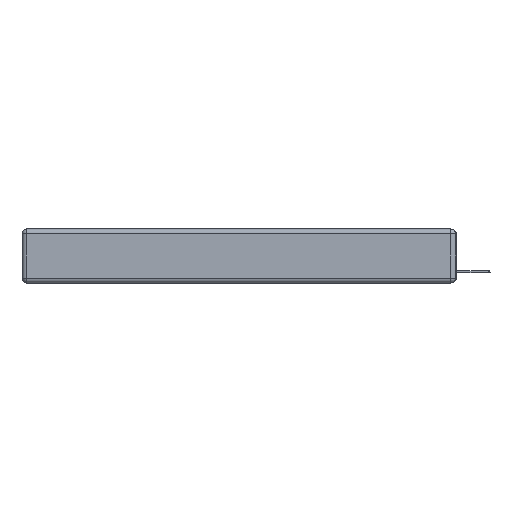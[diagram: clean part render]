
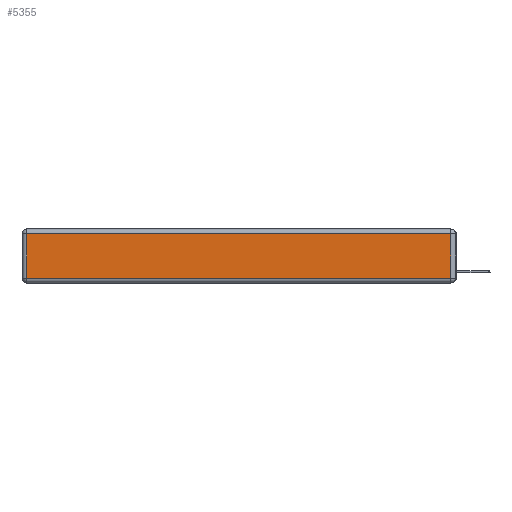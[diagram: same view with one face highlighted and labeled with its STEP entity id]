
A CAD part, left-side view. The second image highlights one B-rep face of the part: STEP entity #5355.
In plain terms, the highlighted planar face has unit normal (-1, 0, 0).
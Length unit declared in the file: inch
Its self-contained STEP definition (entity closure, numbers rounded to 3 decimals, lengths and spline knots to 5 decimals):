
#63 = LINE ( 'NONE', #5620, #10384 ) ;
#490 = DIRECTION ( 'NONE',  ( 0., 0., 1. ) ) ;
#566 = CARTESIAN_POINT ( 'NONE',  ( 0., 2.72, -0.03 ) ) ;
#1311 = DIRECTION ( 'NONE',  ( 0., 0., -1. ) ) ;
#1340 = CARTESIAN_POINT ( 'NONE',  ( 0., 0.03, -0.03 ) ) ;
#1407 = ORIENTED_EDGE ( 'NONE', *, *, #1737, .T. ) ;
#1737 = EDGE_CURVE ( 'NONE', #18454, #10309, #4934, .T. ) ;
#1879 = EDGE_CURVE ( 'NONE', #18256, #8094, #18861, .T. ) ;
#2219 = CARTESIAN_POINT ( 'NONE',  ( 0., 0., -0.313 ) ) ;
#3227 = ORIENTED_EDGE ( 'NONE', *, *, #1879, .T. ) ;
#4320 = AXIS2_PLACEMENT_3D ( 'NONE', #12071, #6303, #490 ) ;
#4858 = DIRECTION ( 'NONE',  ( 0., 0., 1. ) ) ;
#4934 = LINE ( 'NONE', #2219, #8617 ) ;
#5007 = CARTESIAN_POINT ( 'NONE',  ( 0., 0.03, -0.343 ) ) ;
#5059 = DIRECTION ( 'NONE',  ( 0., -1., 0. ) ) ;
#5236 = ORIENTED_EDGE ( 'NONE', *, *, #8234, .T. ) ;
#5355 = ADVANCED_FACE ( 'NONE', ( #6874 ), #18048, .T. ) ;
#5620 = CARTESIAN_POINT ( 'NONE',  ( 0., 2.72, -0.343 ) ) ;
#6303 = DIRECTION ( 'NONE',  ( -1., 0., 0. ) ) ;
#6874 = FACE_OUTER_BOUND ( 'NONE', #11777, .T. ) ;
#8094 = VERTEX_POINT ( 'NONE', #566 ) ;
#8234 = EDGE_CURVE ( 'NONE', #8094, #18454, #63, .T. ) ;
#8453 = CARTESIAN_POINT ( 'NONE',  ( 0., 2.75, -0.03 ) ) ;
#8617 = VECTOR ( 'NONE', #5059, 39.37008 ) ;
#10309 = VERTEX_POINT ( 'NONE', #17010 ) ;
#10384 = VECTOR ( 'NONE', #1311, 39.37008 ) ;
#11777 = EDGE_LOOP ( 'NONE', ( #1407, #16616, #3227, #5236 ) ) ;
#12034 = VECTOR ( 'NONE', #4858, 39.37008 ) ;
#12071 = CARTESIAN_POINT ( 'NONE',  ( 0., 0., -0.343 ) ) ;
#12732 = EDGE_CURVE ( 'NONE', #10309, #18256, #14096, .T. ) ;
#14096 = LINE ( 'NONE', #5007, #12034 ) ;
#14195 = DIRECTION ( 'NONE',  ( 0., 1., 0. ) ) ;
#15921 = VECTOR ( 'NONE', #14195, 39.37008 ) ;
#16300 = CARTESIAN_POINT ( 'NONE',  ( 0., 2.72, -0.313 ) ) ;
#16616 = ORIENTED_EDGE ( 'NONE', *, *, #12732, .T. ) ;
#17010 = CARTESIAN_POINT ( 'NONE',  ( 0., 0.03, -0.313 ) ) ;
#18048 = PLANE ( 'NONE',  #4320 ) ;
#18256 = VERTEX_POINT ( 'NONE', #1340 ) ;
#18454 = VERTEX_POINT ( 'NONE', #16300 ) ;
#18861 = LINE ( 'NONE', #8453, #15921 ) ;
